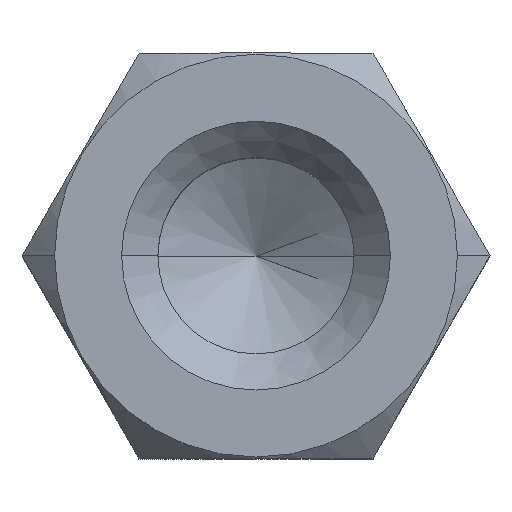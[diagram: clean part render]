
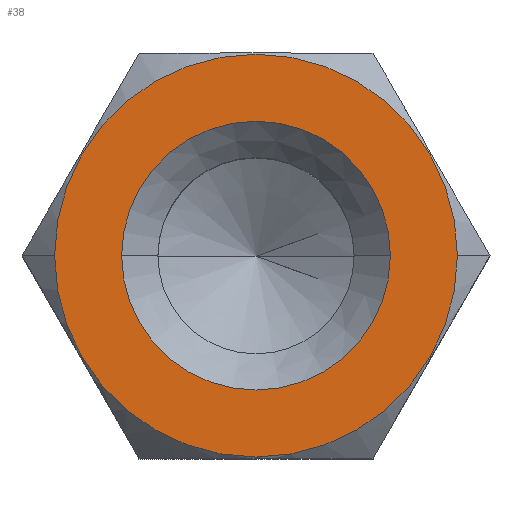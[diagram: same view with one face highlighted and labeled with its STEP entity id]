
A CAD part, top view. The second image highlights one B-rep face of the part: STEP entity #38.
In plain terms, the highlighted planar face has unit normal (0, 0, 1).
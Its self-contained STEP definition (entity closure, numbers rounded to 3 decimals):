
#38 = ADVANCED_FACE ( 'NONE', ( #533, #556 ), #434, .T. ) ;
#51 = EDGE_CURVE ( 'NONE', #752, #732, #520, .T. ) ;
#86 = EDGE_CURVE ( 'NONE', #730, #696, #351, .T. ) ;
#92 = EDGE_CURVE ( 'NONE', #732, #752, #342, .T. ) ;
#122 = AXIS2_PLACEMENT_3D ( 'NONE', #462, #480, #463 ) ;
#123 = AXIS2_PLACEMENT_3D ( 'NONE', #427, #425, #150 ) ;
#135 = AXIS2_PLACEMENT_3D ( 'NONE', #254, #255, #256 ) ;
#138 = AXIS2_PLACEMENT_3D ( 'NONE', #267, #268, #269 ) ;
#139 = AXIS2_PLACEMENT_3D ( 'NONE', #272, #273, #274 ) ;
#150 = DIRECTION ( 'NONE',  ( -1., 0., 0. ) ) ;
#254 = CARTESIAN_POINT ( 'NONE',  ( 0., 0., 4.8 ) ) ;
#255 = DIRECTION ( 'NONE',  ( 0., 0., -1. ) ) ;
#256 = DIRECTION ( 'NONE',  ( -1., 0., 0. ) ) ;
#267 = CARTESIAN_POINT ( 'NONE',  ( 0., 0., 4.8 ) ) ;
#268 = DIRECTION ( 'NONE',  ( 0., 0., -1. ) ) ;
#269 = DIRECTION ( 'NONE',  ( -1., 0., 0. ) ) ;
#272 = CARTESIAN_POINT ( 'NONE',  ( 0., 0., 4.8 ) ) ;
#273 = DIRECTION ( 'NONE',  ( 0., 0., -1. ) ) ;
#274 = DIRECTION ( 'NONE',  ( -1., 0., 0. ) ) ;
#275 = CARTESIAN_POINT ( 'NONE',  ( -1.575, 0., 4.8 ) ) ;
#297 = CARTESIAN_POINT ( 'NONE',  ( 1.575, 0., 4.8 ) ) ;
#298 = CARTESIAN_POINT ( 'NONE',  ( 2.36, 0., 4.8 ) ) ;
#315 = CARTESIAN_POINT ( 'NONE',  ( -2.36, 0., 4.8 ) ) ;
#342 = CIRCLE ( 'NONE', #138, 2.36 ) ;
#347 = CIRCLE ( 'NONE', #139, 1.575 ) ;
#351 = CIRCLE ( 'NONE', #135, 1.575 ) ;
#385 = EDGE_LOOP ( 'NONE', ( #660, #659 ) ) ;
#387 = EDGE_LOOP ( 'NONE', ( #662, #661 ) ) ;
#425 = DIRECTION ( 'NONE',  ( 0., 0., -1. ) ) ;
#427 = CARTESIAN_POINT ( 'NONE',  ( 0., 0., 4.8 ) ) ;
#434 = PLANE ( 'NONE',  #122 ) ;
#462 = CARTESIAN_POINT ( 'NONE',  ( -1.575, 0., 4.8 ) ) ;
#463 = DIRECTION ( 'NONE',  ( 1., 0., 0. ) ) ;
#480 = DIRECTION ( 'NONE',  ( 0., 0., 1. ) ) ;
#520 = CIRCLE ( 'NONE', #123, 2.36 ) ;
#533 = FACE_BOUND ( 'NONE', #387, .T. ) ;
#556 = FACE_OUTER_BOUND ( 'NONE', #385, .T. ) ;
#557 = EDGE_CURVE ( 'NONE', #696, #730, #347, .T. ) ;
#659 = ORIENTED_EDGE ( 'NONE', *, *, #92, .F. ) ;
#660 = ORIENTED_EDGE ( 'NONE', *, *, #51, .F. ) ;
#661 = ORIENTED_EDGE ( 'NONE', *, *, #557, .T. ) ;
#662 = ORIENTED_EDGE ( 'NONE', *, *, #86, .T. ) ;
#696 = VERTEX_POINT ( 'NONE', #275 ) ;
#730 = VERTEX_POINT ( 'NONE', #297 ) ;
#732 = VERTEX_POINT ( 'NONE', #298 ) ;
#752 = VERTEX_POINT ( 'NONE', #315 ) ;
